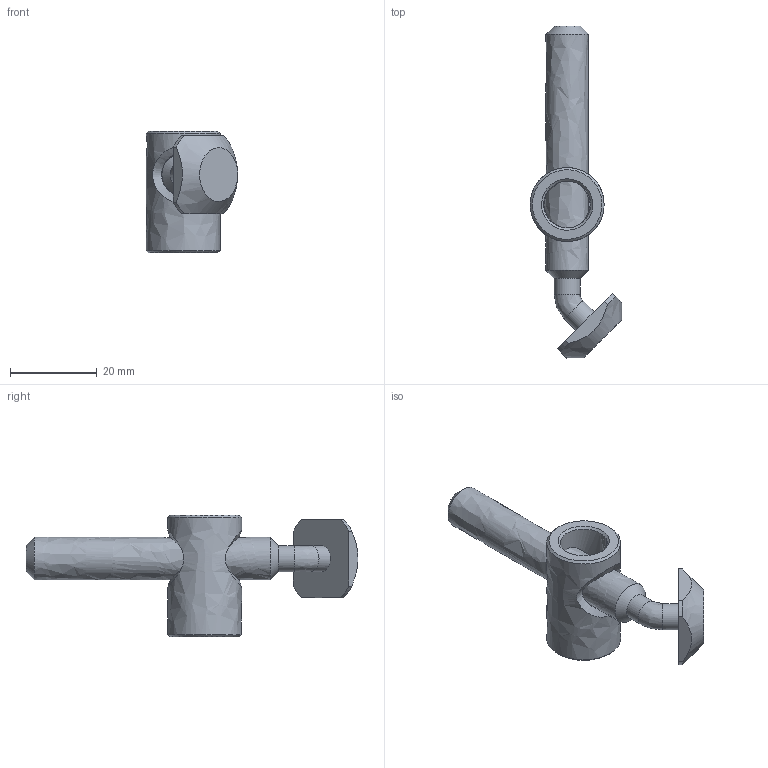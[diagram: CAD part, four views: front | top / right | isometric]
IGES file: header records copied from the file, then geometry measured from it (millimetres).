
Global section: file name: 311601; native system: Autodesk Inventor 2021; preprocessor: unknown; author: Skuhravý,; organization: 11; date: 20220808.092633; units: millimetre
Bounding box: 21.05 x 76.4 x 28 mm (x, y, z)
Volume: 10224.7 mm3; surface area: 6301.4 mm2
Topology: 5 solids, 5 shells, 48 faces, 115 edges, 77 vertices
Faces by surface type: bspline 48
